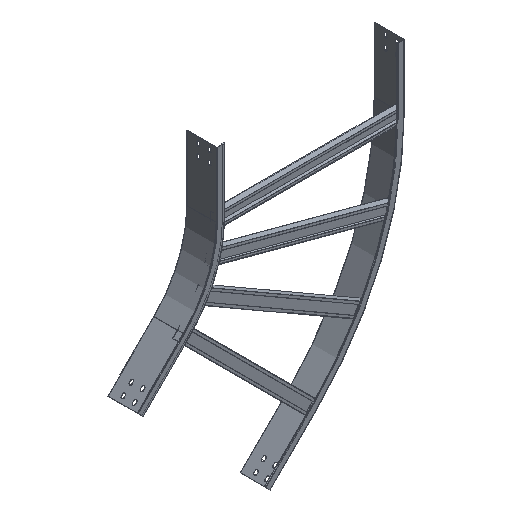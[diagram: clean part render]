
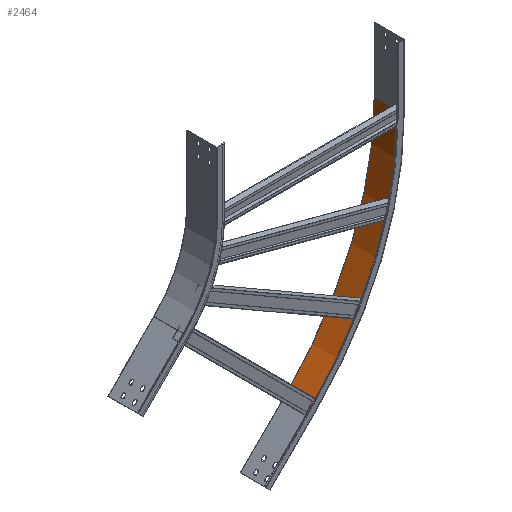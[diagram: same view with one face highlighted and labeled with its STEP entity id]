
A CAD part, isometric view. The second image highlights one B-rep face of the part: STEP entity #2464.
In plain terms, the highlighted cylindrical face has radius 798.8 mm (diameter 1597.6 mm), a partial arc.
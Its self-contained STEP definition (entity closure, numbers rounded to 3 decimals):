
#981 = EDGE_CURVE ( 'NONE', #5365, #5366, #3853, .T. ) ;
#982 = EDGE_CURVE ( 'NONE', #5365, #5373, #3850, .T. ) ;
#983 = EDGE_CURVE ( 'NONE', #5373, #5374, #3849, .T. ) ;
#984 = EDGE_CURVE ( 'NONE', #5366, #5374, #3846, .T. ) ;
#1744 = AXIS2_PLACEMENT_3D ( 'NONE', #4879, #4878, #4876 ) ;
#1745 = AXIS2_PLACEMENT_3D ( 'NONE', #4873, #4872, #4871 ) ;
#2209 = ORIENTED_EDGE ( 'NONE', *, *, #981, .F. ) ;
#2210 = ORIENTED_EDGE ( 'NONE', *, *, #982, .T. ) ;
#2211 = ORIENTED_EDGE ( 'NONE', *, *, #983, .T. ) ;
#2212 = ORIENTED_EDGE ( 'NONE', *, *, #984, .F. ) ;
#2464 = ADVANCED_FACE ( 'NONE', ( #3474 ), #3470, .F. ) ;
#2664 = CARTESIAN_POINT ( 'NONE',  ( 498.8, 37.07, -173. ) ) ;
#2665 = CARTESIAN_POINT ( 'NONE',  ( 498.8, -41.13, -173. ) ) ;
#2673 = CARTESIAN_POINT ( 'NONE',  ( 264.837, 37.07, -737.837 ) ) ;
#2674 = CARTESIAN_POINT ( 'NONE',  ( 264.837, -41.13, -737.837 ) ) ;
#3470 = CYLINDRICAL_SURFACE ( 'NONE', #4599, 798.8 ) ;
#3474 = FACE_OUTER_BOUND ( 'NONE', #5200, .T. ) ;
#3845 = VECTOR ( 'NONE', #4881, 1000. ) ;
#3846 = CIRCLE ( 'NONE', #1745, 798.8 ) ;
#3848 = VECTOR ( 'NONE', #4895, 1000. ) ;
#3849 = LINE ( 'NONE', #4880, #3845 ) ;
#3850 = CIRCLE ( 'NONE', #1744, 798.8 ) ;
#3853 = LINE ( 'NONE', #4887, #3848 ) ;
#4599 = AXIS2_PLACEMENT_3D ( 'NONE', #5752, #5755, #5768 ) ;
#4871 = DIRECTION ( 'NONE',  ( 0.707, 0., 0.707 ) ) ;
#4872 = DIRECTION ( 'NONE',  ( 0., -1., 0. ) ) ;
#4873 = CARTESIAN_POINT ( 'NONE',  ( -300., 37.07, -173. ) ) ;
#4876 = DIRECTION ( 'NONE',  ( 0.707, 0., 0.707 ) ) ;
#4878 = DIRECTION ( 'NONE',  ( 0., -1., 0. ) ) ;
#4879 = CARTESIAN_POINT ( 'NONE',  ( -300., -41.13, -173. ) ) ;
#4880 = CARTESIAN_POINT ( 'NONE',  ( 498.8, -41.13, -173. ) ) ;
#4881 = DIRECTION ( 'NONE',  ( 0., 1., 0. ) ) ;
#4887 = CARTESIAN_POINT ( 'NONE',  ( 264.837, -41.13, -737.837 ) ) ;
#4895 = DIRECTION ( 'NONE',  ( 0., 1., 0. ) ) ;
#5200 = EDGE_LOOP ( 'NONE', ( #2209, #2210, #2211, #2212 ) ) ;
#5365 = VERTEX_POINT ( 'NONE', #2674 ) ;
#5366 = VERTEX_POINT ( 'NONE', #2673 ) ;
#5373 = VERTEX_POINT ( 'NONE', #2665 ) ;
#5374 = VERTEX_POINT ( 'NONE', #2664 ) ;
#5752 = CARTESIAN_POINT ( 'NONE',  ( -300., 0., -173. ) ) ;
#5755 = DIRECTION ( 'NONE',  ( 0., -1., 0. ) ) ;
#5768 = DIRECTION ( 'NONE',  ( 0.707, 0., 0.707 ) ) ;
